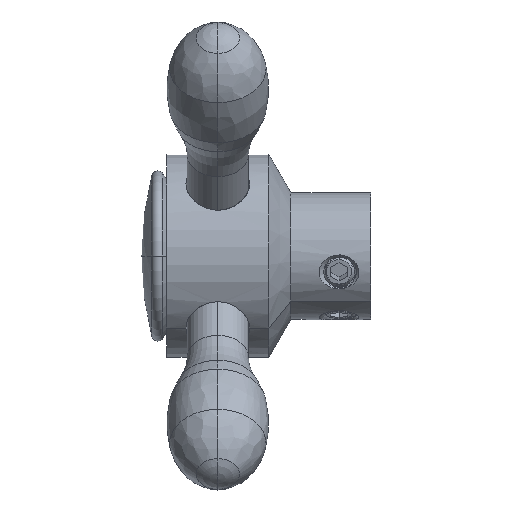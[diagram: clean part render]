
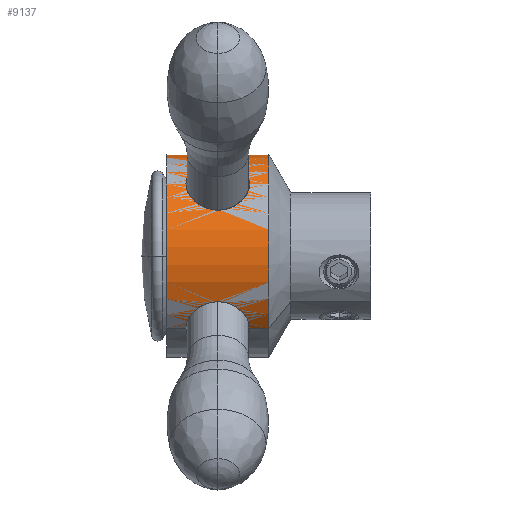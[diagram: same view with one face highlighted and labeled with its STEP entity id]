
A CAD part, left-side view. The second image highlights one B-rep face of the part: STEP entity #9137.
In plain terms, the highlighted cylindrical face has radius 12.7 mm (diameter 25.4 mm), a partial arc.
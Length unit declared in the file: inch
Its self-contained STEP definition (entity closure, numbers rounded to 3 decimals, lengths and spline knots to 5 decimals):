
#72=CARTESIAN_POINT('',(0.,0.9065,-0.5));
#73=CARTESIAN_POINT('',(-0.00943,0.9065,-0.5));
#74=CARTESIAN_POINT('',(-0.02812,0.90484,
-0.49948));
#75=CARTESIAN_POINT('',(-0.05625,0.89701,
-0.49708));
#76=CARTESIAN_POINT('',(-0.08234,0.88415,
-0.49339));
#77=CARTESIAN_POINT('',(-0.10588,0.86647,
-0.48883));
#78=CARTESIAN_POINT('',(-0.1255,0.84501,
-0.48411));
#79=CARTESIAN_POINT('',(-0.14119,0.81968,
-0.47972));
#80=CARTESIAN_POINT('',(-0.15167,0.79206,
-0.47646));
#81=CARTESIAN_POINT('',(-0.15671,0.764,
-0.47481));
#82=CARTESIAN_POINT('',(-0.15671,0.73604,
-0.47481));
#83=CARTESIAN_POINT('',(-0.15168,0.70797,
-0.47646));
#84=CARTESIAN_POINT('',(-0.1412,0.68035,
-0.47971));
#85=CARTESIAN_POINT('',(-0.12551,0.65499,
-0.48411));
#86=CARTESIAN_POINT('',(-0.10587,0.63352,
-0.48883));
#87=CARTESIAN_POINT('',(-0.08235,0.61585,
-0.49339));
#88=CARTESIAN_POINT('',(-0.05626,0.60299,
-0.49708));
#89=CARTESIAN_POINT('',(-0.02813,0.59516,
-0.49948));
#90=CARTESIAN_POINT('',(-0.00943,0.5935,-0.5));
#91=CARTESIAN_POINT('',(0.,0.5935,-0.5));
#93=CARTESIAN_POINT('',(0.,0.5935,-0.5));
#94=CARTESIAN_POINT('',(0.00943,0.5935,-0.5));
#95=CARTESIAN_POINT('',(0.02813,0.59516,
-0.49948));
#96=CARTESIAN_POINT('',(0.05627,0.603,
-0.49708));
#97=CARTESIAN_POINT('',(0.08237,0.61586,
-0.49338));
#98=CARTESIAN_POINT('',(0.10591,0.63356,
-0.48882));
#99=CARTESIAN_POINT('',(0.12554,0.65503,
-0.4841));
#100=CARTESIAN_POINT('',(0.14121,0.68037,
-0.47971));
#101=CARTESIAN_POINT('',(0.15167,0.70796,
-0.47646));
#102=CARTESIAN_POINT('',(0.15671,0.73598,
-0.47481));
#103=CARTESIAN_POINT('',(0.15671,0.76399,
-0.47481));
#104=CARTESIAN_POINT('',(0.15168,0.79201,
-0.47646));
#105=CARTESIAN_POINT('',(0.14122,0.81961,
-0.47971));
#106=CARTESIAN_POINT('',(0.12554,0.84497,
-0.4841));
#107=CARTESIAN_POINT('',(0.10591,0.86645,
-0.48882));
#108=CARTESIAN_POINT('',(0.08238,0.88413,
-0.49338));
#109=CARTESIAN_POINT('',(0.05628,0.897,
-0.49708));
#110=CARTESIAN_POINT('',(0.02814,0.90484,
-0.49948));
#111=CARTESIAN_POINT('',(0.00944,0.9065,-0.5));
#112=CARTESIAN_POINT('',(0.,0.9065,-0.5));
#114=DIRECTION('',(0.,1.,0.));
#115=VECTOR('',#114,0.0935);
#116=CARTESIAN_POINT('',(0.5,0.5,0.));
#117=LINE('',#116,#115);
#118=CARTESIAN_POINT('',(0.5,0.9065,0.));
#119=CARTESIAN_POINT('',(0.5,0.9065,-0.00948));
#120=CARTESIAN_POINT('',(0.49947,0.90482,
-0.02826));
#121=CARTESIAN_POINT('',(0.49706,0.89696,
-0.05639));
#122=CARTESIAN_POINT('',(0.49337,0.88407,
-0.08248));
#123=CARTESIAN_POINT('',(0.48879,0.86631,
-0.10607));
#124=CARTESIAN_POINT('',(0.48403,0.84465,
-0.12579));
#125=CARTESIAN_POINT('',(0.4797,0.81945,
-0.14125));
#126=CARTESIAN_POINT('',(0.47651,0.79258,
-0.15151));
#127=CARTESIAN_POINT('',(0.4748,0.76416,
-0.15673));
#128=CARTESIAN_POINT('',(0.4748,0.73582,
-0.15672));
#129=CARTESIAN_POINT('',(0.47651,0.70741,
-0.15151));
#130=CARTESIAN_POINT('',(0.4797,0.68053,
-0.14124));
#131=CARTESIAN_POINT('',(0.48403,0.65534,
-0.12578));
#132=CARTESIAN_POINT('',(0.48879,0.63367,
-0.10605));
#133=CARTESIAN_POINT('',(0.49337,0.61592,
-0.08247));
#134=CARTESIAN_POINT('',(0.49707,0.60304,
-0.05637));
#135=CARTESIAN_POINT('',(0.49947,0.59518,
-0.02826));
#136=CARTESIAN_POINT('',(0.5,0.5935,-0.00949));
#137=CARTESIAN_POINT('',(0.5,0.5935,0.));
#139=DIRECTION('',(0.,1.,0.));
#140=VECTOR('',#139,0.0935);
#141=CARTESIAN_POINT('',(0.5,0.9065,0.));
#142=LINE('',#141,#140);
#143=DIRECTION('',(0.,1.,0.));
#144=VECTOR('',#143,0.0935);
#145=CARTESIAN_POINT('',(-0.5,0.9065,0.));
#146=LINE('',#145,#144);
#147=CARTESIAN_POINT('',(-0.5,0.5935,0.));
#148=CARTESIAN_POINT('',(-0.5,0.5935,-0.00949));
#149=CARTESIAN_POINT('',(-0.49947,0.59518,
-0.02826));
#150=CARTESIAN_POINT('',(-0.49707,0.60304,
-0.05638));
#151=CARTESIAN_POINT('',(-0.49337,0.61593,
-0.08247));
#152=CARTESIAN_POINT('',(-0.48879,0.63367,
-0.10605));
#153=CARTESIAN_POINT('',(-0.48403,0.65534,
-0.12578));
#154=CARTESIAN_POINT('',(-0.4797,0.68053,
-0.14124));
#155=CARTESIAN_POINT('',(-0.47651,0.70741,
-0.15151));
#156=CARTESIAN_POINT('',(-0.4748,0.73583,
-0.15673));
#157=CARTESIAN_POINT('',(-0.4748,0.76416,
-0.15673));
#158=CARTESIAN_POINT('',(-0.47651,0.79258,
-0.15151));
#159=CARTESIAN_POINT('',(-0.4797,0.81945,
-0.14125));
#160=CARTESIAN_POINT('',(-0.48403,0.84465,
-0.12579));
#161=CARTESIAN_POINT('',(-0.48879,0.86631,
-0.10607));
#162=CARTESIAN_POINT('',(-0.49337,0.88407,
-0.08248));
#163=CARTESIAN_POINT('',(-0.49706,0.89696,
-0.05639));
#164=CARTESIAN_POINT('',(-0.49947,0.90482,
-0.02826));
#165=CARTESIAN_POINT('',(-0.5,0.9065,-0.00948));
#166=CARTESIAN_POINT('',(-0.5,0.9065,0.));
#168=DIRECTION('',(0.,1.,0.));
#169=VECTOR('',#168,0.0935);
#170=CARTESIAN_POINT('',(-0.5,0.5,0.));
#171=LINE('',#170,#169);
#172=CARTESIAN_POINT('',(0.,0.5,0.));
#173=DIRECTION('',(0.,-1.,0.));
#174=DIRECTION('',(-1.,0.,0.));
#175=AXIS2_PLACEMENT_3D('',#172,#173,#174);
#2758=CARTESIAN_POINT('',(-0.5,0.9065,0.));
#2777=CARTESIAN_POINT('',(-0.5,0.5935,0.));
#2779=CARTESIAN_POINT('',(0.5,0.5935,0.));
#2798=CARTESIAN_POINT('',(0.5,0.9065,0.));
#7966=CARTESIAN_POINT('',(0.,1.,0.));
#7967=DIRECTION('',(0.,1.,0.));
#7968=DIRECTION('',(1.,0.,0.));
#7969=AXIS2_PLACEMENT_3D('',#7966,#7967,#7968);
#8270=VERTEX_POINT('',#2779);
#8271=VERTEX_POINT('',#2798);
#8272=VERTEX_POINT('',#2758);
#8273=VERTEX_POINT('',#2777);
#8274=CARTESIAN_POINT('',(0.5,1.,0.));
#8275=VERTEX_POINT('',#8274);
#8276=CARTESIAN_POINT('',(-0.5,1.,0.));
#8277=VERTEX_POINT('',#8276);
#8288=VERTEX_POINT('',#72);
#8289=VERTEX_POINT('',#91);
#8438=CARTESIAN_POINT('',(0.5,0.5,0.));
#8439=CARTESIAN_POINT('',(-0.5,0.5,0.));
#8440=VERTEX_POINT('',#8438);
#8441=VERTEX_POINT('',#8439);
#9109=CARTESIAN_POINT('',(0.,1.05,0.));
#9110=DIRECTION('',(0.,-1.,0.));
#9111=DIRECTION('',(-1.,0.,0.));
#9112=AXIS2_PLACEMENT_3D('',#9109,#9110,#9111);
#9113=CYLINDRICAL_SURFACE('',#9112,0.5);
#9115=ORIENTED_EDGE('',*,*,#9114,.T.);
#9117=ORIENTED_EDGE('',*,*,#9116,.F.);
#9119=ORIENTED_EDGE('',*,*,#9118,.T.);
#9121=ORIENTED_EDGE('',*,*,#9120,.T.);
#9123=ORIENTED_EDGE('',*,*,#9122,.F.);
#9125=ORIENTED_EDGE('',*,*,#9124,.F.);
#9127=ORIENTED_EDGE('',*,*,#9126,.F.);
#9128=ORIENTED_EDGE('',*,*,#9100,.T.);
#9129=EDGE_LOOP('',(#9115,#9117,#9119,#9121,#9123,#9125,#9127,#9128));
#9130=FACE_OUTER_BOUND('',#9129,.F.);
#9132=ORIENTED_EDGE('',*,*,#9131,.F.);
#9134=ORIENTED_EDGE('',*,*,#9133,.F.);
#9135=EDGE_LOOP('',(#9132,#9134));
#9136=FACE_BOUND('',#9135,.F.);
#9137=ADVANCED_FACE('',(#9130,#9136),#9113,.T.);
#92=B_SPLINE_CURVE_WITH_KNOTS('',3,(#72,#73,#74,#75,#76,#77,#78,#79,#80,#81,#82,
#83,#84,#85,#86,#87,#88,#89,#90,#91),.UNSPECIFIED.,.F.,.F.,(4,1,1,1,1,1,1,1,1,1,
1,1,1,1,1,1,1,4),(0.,0.05882,0.11765,0.17647,
0.23529,0.29412,0.35294,0.41176,
0.47059,0.52941,0.58824,0.64706,
0.70588,0.76471,0.82353,0.88235,
0.94118,1.),.UNSPECIFIED.);
#113=B_SPLINE_CURVE_WITH_KNOTS('',3,(#93,#94,#95,#96,#97,#98,#99,#100,#101,#102,
#103,#104,#105,#106,#107,#108,#109,#110,#111,#112),.UNSPECIFIED.,.F.,.F.,(4,1,1,
1,1,1,1,1,1,1,1,1,1,1,1,1,1,4),(0.,0.05882,0.11765,
0.17647,0.23529,0.29412,0.35294,
0.41176,0.47059,0.52941,0.58824,
0.64706,0.70588,0.76471,0.82353,
0.88235,0.94118,1.),.UNSPECIFIED.);
#138=B_SPLINE_CURVE_WITH_KNOTS('',3,(#118,#119,#120,#121,#122,#123,#124,#125,
#126,#127,#128,#129,#130,#131,#132,#133,#134,#135,#136,#137),.UNSPECIFIED.,.F.,
.F.,(4,1,1,1,1,1,1,1,1,1,1,1,1,1,1,1,1,4),(0.,0.05882,
0.11765,0.17647,0.23529,0.29412,
0.35294,0.41176,0.47059,0.52941,
0.58824,0.64706,0.70588,0.76471,
0.82353,0.88235,0.94118,1.),.UNSPECIFIED.);
#167=B_SPLINE_CURVE_WITH_KNOTS('',3,(#147,#148,#149,#150,#151,#152,#153,#154,
#155,#156,#157,#158,#159,#160,#161,#162,#163,#164,#165,#166),.UNSPECIFIED.,.F.,
.F.,(4,1,1,1,1,1,1,1,1,1,1,1,1,1,1,1,1,4),(0.,0.05882,
0.11765,0.17647,0.23529,0.29412,
0.35294,0.41176,0.47059,0.52941,
0.58824,0.64706,0.70588,0.76471,
0.82353,0.88235,0.94118,1.),.UNSPECIFIED.);
#176=CIRCLE('',#175,0.5);
#7970=CIRCLE('',#7969,0.5);
#9100=EDGE_CURVE('',#8441,#8440,#176,.T.);
#9114=EDGE_CURVE('',#8440,#8270,#117,.T.);
#9116=EDGE_CURVE('',#8271,#8270,#138,.T.);
#9118=EDGE_CURVE('',#8271,#8275,#142,.T.);
#9120=EDGE_CURVE('',#8275,#8277,#7970,.T.);
#9122=EDGE_CURVE('',#8272,#8277,#146,.T.);
#9124=EDGE_CURVE('',#8273,#8272,#167,.T.);
#9126=EDGE_CURVE('',#8441,#8273,#171,.T.);
#9131=EDGE_CURVE('',#8288,#8289,#92,.T.);
#9133=EDGE_CURVE('',#8289,#8288,#113,.T.);
